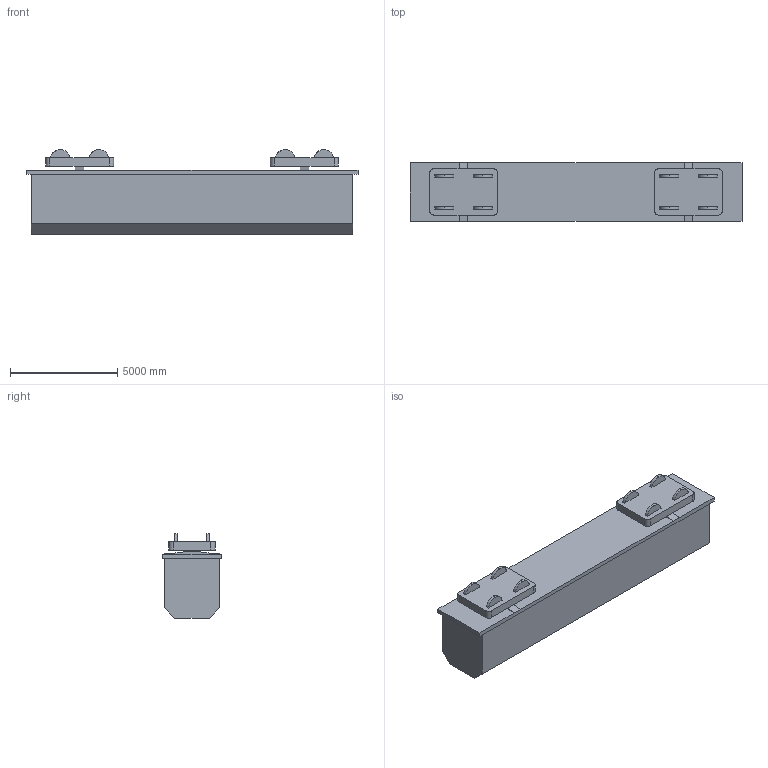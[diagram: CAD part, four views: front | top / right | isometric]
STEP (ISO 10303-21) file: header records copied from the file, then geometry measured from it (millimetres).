
FILE_DESCRIPTION (( 'STEP AP214' ), '1' );
FILE_NAME ('CoveredWagon_LessDetailed.STEP', '2024-03-21T16:52:57', ( '' ), ( '' ), 'SwSTEP 2.0', 'SolidWorks 2022', '' );
FILE_SCHEMA (( 'AUTOMOTIVE_DESIGN' ));
Length unit declared in the file: millimetre
Products named in the file (1): CoveredWagon_LessDetailed
Bounding box: 15500 x 2738.4 x 3960 mm (x, y, z)
Surface area: 300196643.9 mm2 (no closed solid volume)
Topology: 0 solids, 4 shells, 92 faces, 214 edges, 140 vertices
Faces by surface type: plane 64, cylinder 24, cone 4
Entity records: 5218 total; most frequent: CARTESIAN_POINT 2513, ORIENTED_EDGE 428, EDGE_CURVE 214, B_SPLINE_CURVE_WITH_KNOTS 214, DIRECTION 186, VERTEX_POINT 140, EDGE_LOOP 102, UNCERTAINTY_MEASURE_WITH_UNIT 94
